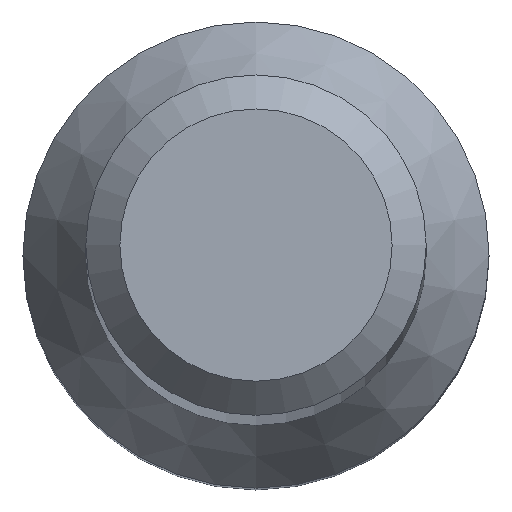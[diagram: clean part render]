
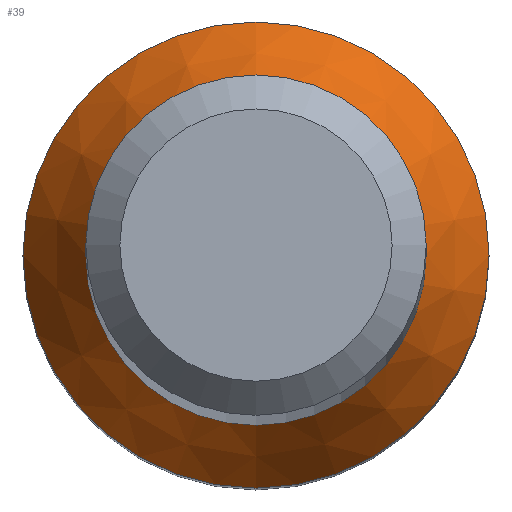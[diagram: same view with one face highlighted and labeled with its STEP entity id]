
A CAD part, top view. The second image highlights one B-rep face of the part: STEP entity #39.
In plain terms, the highlighted conical face has half-angle 30 degrees and reference radius 2.739 mm.
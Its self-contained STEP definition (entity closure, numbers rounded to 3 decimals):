
#2 = FACE_OUTER_BOUND ( 'NONE', #16, .T. ) ;
#8 = CARTESIAN_POINT ( 'NONE',  ( 0., 2.739, 12.712 ) ) ;
#16 = EDGE_LOOP ( 'NONE', ( #74 ) ) ;
#23 = DIRECTION ( 'NONE',  ( 0., 1., 0. ) ) ;
#24 = DIRECTION ( 'NONE',  ( 0., 1., 0. ) ) ;
#25 = EDGE_CURVE ( 'NONE', #113, #113, #200, .T. ) ;
#39 = ADVANCED_FACE ( 'NONE', ( #86, #2 ), #56, .T. ) ;
#56 = CONICAL_SURFACE ( 'NONE', #91, 2.739, 0.524 ) ;
#67 = DIRECTION ( 'NONE',  ( 0., 1., 0. ) ) ;
#74 = ORIENTED_EDGE ( 'NONE', *, *, #25, .F. ) ;
#82 = EDGE_CURVE ( 'NONE', #221, #221, #108, .T. ) ;
#86 = FACE_BOUND ( 'NONE', #100, .T. ) ;
#91 = AXIS2_PLACEMENT_3D ( 'NONE', #226, #145, #24 ) ;
#100 = EDGE_LOOP ( 'NONE', ( #107 ) ) ;
#104 = AXIS2_PLACEMENT_3D ( 'NONE', #192, #123, #23 ) ;
#107 = ORIENTED_EDGE ( 'NONE', *, *, #82, .T. ) ;
#108 = CIRCLE ( 'NONE', #104, 2. ) ;
#113 = VERTEX_POINT ( 'NONE', #8 ) ;
#123 = DIRECTION ( 'NONE',  ( 0., 0., -1. ) ) ;
#145 = DIRECTION ( 'NONE',  ( 0., 0., -1. ) ) ;
#163 = DIRECTION ( 'NONE',  ( 0., 0., -1. ) ) ;
#184 = CARTESIAN_POINT ( 'NONE',  ( 0., 2., 13.992 ) ) ;
#192 = CARTESIAN_POINT ( 'NONE',  ( 0., 0., 13.992 ) ) ;
#200 = CIRCLE ( 'NONE', #238, 2.739 ) ;
#221 = VERTEX_POINT ( 'NONE', #184 ) ;
#222 = CARTESIAN_POINT ( 'NONE',  ( 0., 0., 12.712 ) ) ;
#226 = CARTESIAN_POINT ( 'NONE',  ( 0., 0., 12.712 ) ) ;
#238 = AXIS2_PLACEMENT_3D ( 'NONE', #222, #163, #67 ) ;
